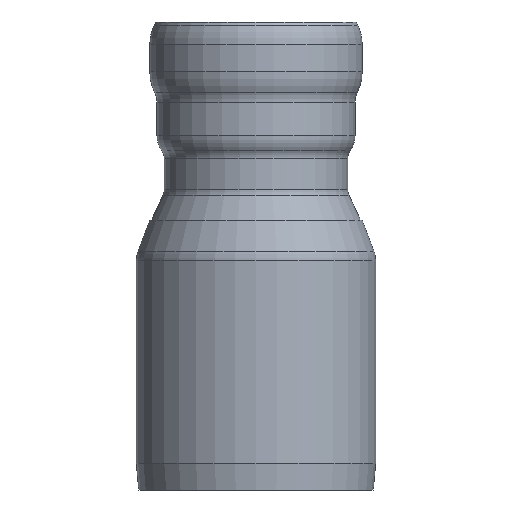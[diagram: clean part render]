
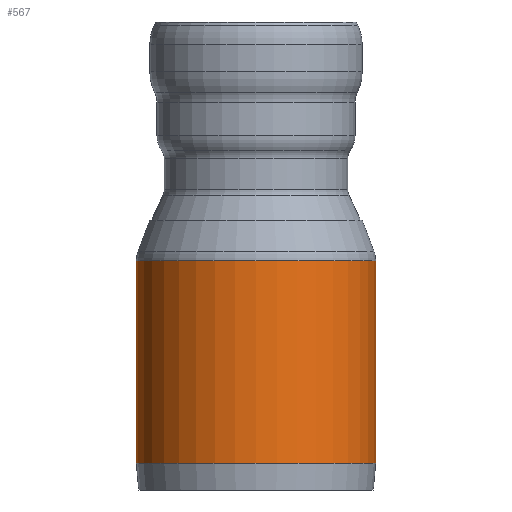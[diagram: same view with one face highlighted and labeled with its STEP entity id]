
A CAD part, front view. The second image highlights one B-rep face of the part: STEP entity #567.
In plain terms, the highlighted cylindrical face has radius 665 mm (diameter 1330 mm), a full revolution.
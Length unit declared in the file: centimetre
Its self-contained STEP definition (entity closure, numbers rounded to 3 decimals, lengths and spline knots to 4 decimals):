
#81=FACE_OUTER_BOUND('',#119,.T.);
#119=EDGE_LOOP('',(#521,#522,#523,#524,#525));
#135=LINE('',#1067,#151);
#151=VECTOR('',#894,66.5);
#205=CIRCLE('',#649,66.5);
#217=CIRCLE('',#669,66.5);
#218=CIRCLE('',#670,66.5);
#261=VERTEX_POINT('',#1025);
#272=VERTEX_POINT('',#1061);
#273=VERTEX_POINT('',#1062);
#338=EDGE_CURVE('',#261,#261,#205,.T.);
#354=EDGE_CURVE('',#272,#273,#217,.T.);
#355=EDGE_CURVE('',#273,#272,#218,.T.);
#357=EDGE_CURVE('',#261,#272,#135,.T.);
#521=ORIENTED_EDGE('',*,*,#338,.F.);
#522=ORIENTED_EDGE('',*,*,#357,.T.);
#523=ORIENTED_EDGE('',*,*,#354,.T.);
#524=ORIENTED_EDGE('',*,*,#355,.T.);
#525=ORIENTED_EDGE('',*,*,#357,.F.);
#533=CYLINDRICAL_SURFACE('',#672,66.5);
#567=ADVANCED_FACE('',(#81),#533,.T.);
#649=AXIS2_PLACEMENT_3D('',#1027,#842,#843);
#669=AXIS2_PLACEMENT_3D('',#1063,#886,#887);
#670=AXIS2_PLACEMENT_3D('',#1064,#888,#889);
#672=AXIS2_PLACEMENT_3D('',#1066,#892,#893);
#842=DIRECTION('center_axis',(0.,0.,-1.));
#843=DIRECTION('ref_axis',(1.,0.,0.));
#886=DIRECTION('center_axis',(0.,0.,-1.));
#887=DIRECTION('ref_axis',(1.,0.,0.));
#888=DIRECTION('center_axis',(0.,0.,-1.));
#889=DIRECTION('ref_axis',(1.,0.,0.));
#892=DIRECTION('center_axis',(0.,0.,-1.));
#893=DIRECTION('ref_axis',(1.,0.,0.));
#894=DIRECTION('',(0.,0.,1.));
#1025=CARTESIAN_POINT('',(765.5056,411.7049,-151.7748));
#1027=CARTESIAN_POINT('Origin',(832.0056,411.7049,-151.7748));
#1061=CARTESIAN_POINT('',(765.5056,411.7049,-39.4948));
#1062=CARTESIAN_POINT('',(832.0056,345.2049,-39.4948));
#1063=CARTESIAN_POINT('Origin',(832.0056,411.7049,-39.4948));
#1064=CARTESIAN_POINT('Origin',(832.0056,411.7049,-39.4948));
#1066=CARTESIAN_POINT('Origin',(832.0056,411.7049,-95.6348));
#1067=CARTESIAN_POINT('',(765.5056,411.7049,-95.6348));
